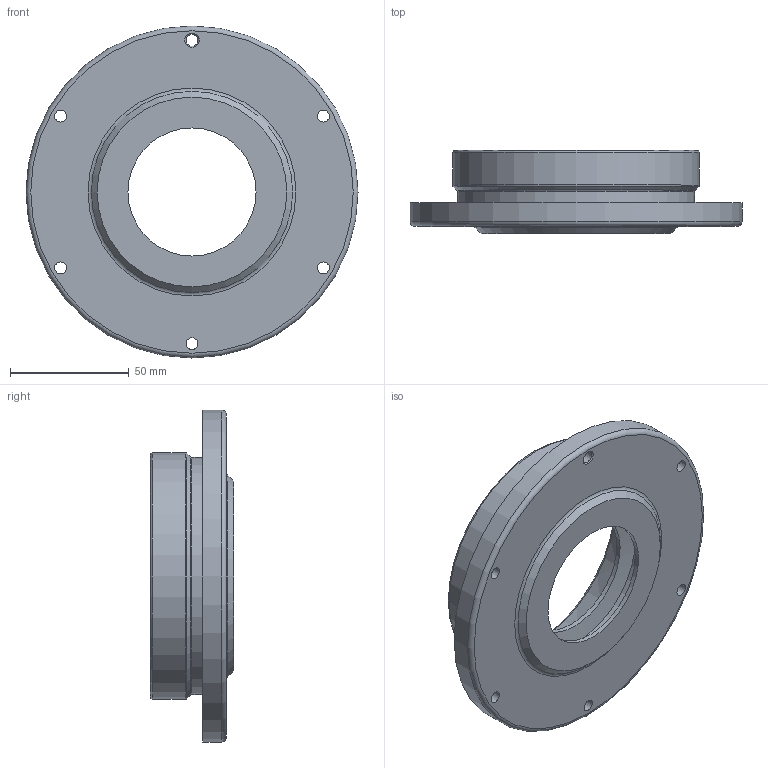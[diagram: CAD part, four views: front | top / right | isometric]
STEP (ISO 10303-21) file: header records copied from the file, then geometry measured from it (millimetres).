
FILE_DESCRIPTION(/* description */ (''),/* implementation_level */ '2;1');
FILE_NAME(/* name */ '40_Nap_o_thung.stp',/* time_stamp */ '2024-12-15T00:11:53+07:00',/* author */ ('hongquan'),/* organization */ (''),/* preprocessor_version */ 'ST-DEVELOPER v20',/* originating_system */ 'Autodesk Inventor 2025',/* authorisation */ '');
FILE_SCHEMA (('AUTOMOTIVE_DESIGN { 1 0 10303 214 3 1 1 }'));
Length unit declared in the file: millimetre
Products named in the file (1): 40_Nap_o_thung
Bounding box: 140 x 35 x 140 mm (x, y, z)
Volume: 172576.7 mm3; surface area: 49003.1 mm2
Topology: 1 solids, 1 shells, 30 faces, 89 edges, 94 vertices
Faces by surface type: cylinder 12, torus 7, cone 6, plane 5
Full cylindrical faces by diameter (mm): 5 x6, 54 x2, 70 x1, 100 x1, 104 x1, 140 x1
Entity records: 1034 total; most frequent: CARTESIAN_POINT 195, DIRECTION 182, ORIENTED_EDGE 124, AXIS2_PLACEMENT_3D 82, EDGE_CURVE 62, CIRCLE 51, EDGE_LOOP 47, VERTEX_POINT 37
